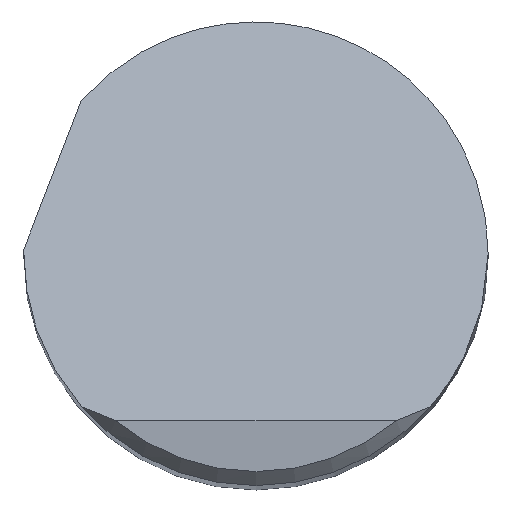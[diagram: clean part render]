
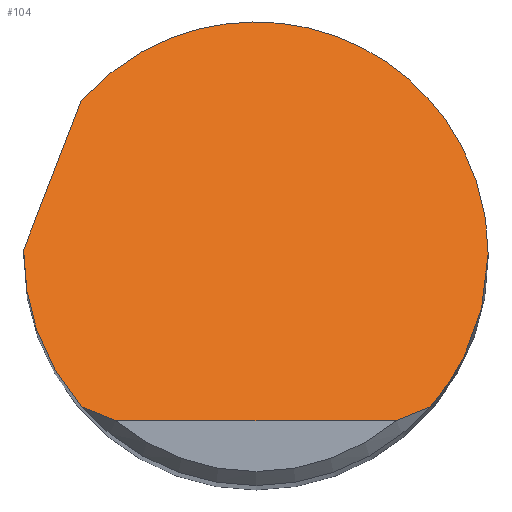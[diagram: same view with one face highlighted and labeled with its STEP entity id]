
A CAD part, top view. The second image highlights one B-rep face of the part: STEP entity #104.
In plain terms, the highlighted planar face has unit normal (0, 0.707, 0.707).
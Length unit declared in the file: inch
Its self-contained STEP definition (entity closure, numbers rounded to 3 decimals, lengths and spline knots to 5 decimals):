
#1 = FACE_OUTER_BOUND ( 'NONE', #209, .T. ) ;
#5 = CARTESIAN_POINT ( 'NONE',  ( -0.25, -0.18, 3. ) ) ;
#14 = ORIENTED_EDGE ( 'NONE', *, *, #309, .T. ) ;
#26 = CARTESIAN_POINT ( 'NONE',  ( 0.18782, -0.165, 2.985 ) ) ;
#31 = CARTESIAN_POINT ( 'NONE',  ( -0.31638, -0.1672, 2.9872 ) ) ;
#33 = CARTESIAN_POINT ( 'NONE',  ( -0.18855, 0.16416, 2.65584 ) ) ;
#54 = CARTESIAN_POINT ( 'NONE',  ( -0.18782, -0.165, 2.985 ) ) ;
#70 = CARTESIAN_POINT ( 'NONE',  ( -0.25, -0.06141, 2.88141 ) ) ;
#88 = ORIENTED_EDGE ( 'NONE', *, *, #300, .T. ) ;
#93 = VERTEX_POINT ( 'NONE', #184 ) ;
#94 = LINE ( 'NONE', #31, #376 ) ;
#98 = CARTESIAN_POINT ( 'NONE',  ( -0.22834, -0.11887, 2.93887 ) ) ;
#100 = DIRECTION ( 'NONE',  ( 1., 0., 0. ) ) ;
#104 = ADVANCED_FACE ( 'NONE', ( #1 ), #326, .F. ) ;
#106 =( BOUNDED_CURVE ( )  B_SPLINE_CURVE ( 3, ( #33, #427, #317, #458 ),
 .UNSPECIFIED., .F., .T. ) 
 B_SPLINE_CURVE_WITH_KNOTS ( ( 4, 4 ),
 ( 5.42872, 7.85398 ),
 .UNSPECIFIED. ) 
 CURVE ( )  GEOMETRIC_REPRESENTATION_ITEM ( )  RATIONAL_B_SPLINE_CURVE ( ( 1., 0.567, 0.567, 1. ) ) 
 REPRESENTATION_ITEM ( '' )  );
#111 = DIRECTION ( 'NONE',  ( 0., -0.707, -0.707 ) ) ;
#112 = B_SPLINE_CURVE_WITH_KNOTS ( 'NONE', 3,
 ( #54, #305, #297, #444 ),
 .UNSPECIFIED., .F., .F.,
 ( 4, 4 ),
 ( 0., 0.00108 ),
 .UNSPECIFIED. ) ;
#127 = EDGE_CURVE ( 'NONE', #417, #374, #112, .T. ) ;
#128 = AXIS2_PLACEMENT_3D ( 'NONE', #5, #111, #435 ) ;
#143 = VERTEX_POINT ( 'NONE', #196 ) ;
#154 = CARTESIAN_POINT ( 'NONE',  ( -0.25, 0., 2.82 ) ) ;
#159 = CARTESIAN_POINT ( 'NONE',  ( -0.25, 0.00167, 2.81833 ) ) ;
#166 = DIRECTION ( 'NONE',  ( 0.263, 0.682, -0.682 ) ) ;
#170 = CARTESIAN_POINT ( 'NONE',  ( 0.25, -0.06141, 2.88141 ) ) ;
#175 =( BOUNDED_CURVE ( )  B_SPLINE_CURVE ( 3, ( #154, #159, #302, #339 ),
 .UNSPECIFIED., .F., .T. ) 
 B_SPLINE_CURVE_WITH_KNOTS ( ( 4, 4 ),
 ( 4.71239, 4.73239 ),
 .UNSPECIFIED. ) 
 CURVE ( )  GEOMETRIC_REPRESENTATION_ITEM ( )  RATIONAL_B_SPLINE_CURVE ( ( 1., 1., 1., 1. ) ) 
 REPRESENTATION_ITEM ( '' )  );
#184 = CARTESIAN_POINT ( 'NONE',  ( -0.25, 0., 2.82 ) ) ;
#191 = ORIENTED_EDGE ( 'NONE', *, *, #127, .T. ) ;
#196 = CARTESIAN_POINT ( 'NONE',  ( -0.24995, 0.005, 2.815 ) ) ;
#199 = CARTESIAN_POINT ( 'NONE',  ( 0., -0.18, 3. ) ) ;
#206 = CARTESIAN_POINT ( 'NONE',  ( 0.16367, -0.17542, 2.99542 ) ) ;
#208 = CARTESIAN_POINT ( 'NONE',  ( 0.18782, -0.165, 2.985 ) ) ;
#209 = EDGE_LOOP ( 'NONE', ( #88, #14, #334, #421, #311, #249, #356, #191 ) ) ;
#222 = EDGE_CURVE ( 'NONE', #93, #143, #175, .T. ) ;
#241 = LINE ( 'NONE', #199, #440 ) ;
#244 = CARTESIAN_POINT ( 'NONE',  ( 0.17589, -0.1704, 2.9904 ) ) ;
#245 = VERTEX_POINT ( 'NONE', #352 ) ;
#249 = ORIENTED_EDGE ( 'NONE', *, *, #222, .F. ) ;
#256 = B_SPLINE_CURVE_WITH_KNOTS ( 'NONE', 3,
 ( #349, #206, #244, #208 ),
 .UNSPECIFIED., .F., .F.,
 ( 4, 4 ),
 ( 0., 0.00108 ),
 .UNSPECIFIED. ) ;
#281 = CARTESIAN_POINT ( 'NONE',  ( -0.25, 0., 2.82 ) ) ;
#288 = CARTESIAN_POINT ( 'NONE',  ( -0.18782, -0.165, 2.985 ) ) ;
#297 = CARTESIAN_POINT ( 'NONE',  ( -0.16367, -0.17542, 2.99542 ) ) ;
#300 = EDGE_CURVE ( 'NONE', #374, #320, #241, .T. ) ;
#302 = CARTESIAN_POINT ( 'NONE',  ( -0.24998, 0.00333, 2.81667 ) ) ;
#303 = EDGE_CURVE ( 'NONE', #143, #245, #94, .T. ) ;
#305 = CARTESIAN_POINT ( 'NONE',  ( -0.17589, -0.1704, 2.9904 ) ) ;
#308 = CARTESIAN_POINT ( 'NONE',  ( 0.18782, -0.165, 2.985 ) ) ;
#309 = EDGE_CURVE ( 'NONE', #320, #310, #256, .T. ) ;
#310 = VERTEX_POINT ( 'NONE', #26 ) ;
#311 = ORIENTED_EDGE ( 'NONE', *, *, #303, .F. ) ;
#312 = CARTESIAN_POINT ( 'NONE',  ( 0.22834, -0.11887, 2.93887 ) ) ;
#317 = CARTESIAN_POINT ( 'NONE',  ( 0.25, 0.27527, 2.54473 ) ) ;
#320 = VERTEX_POINT ( 'NONE', #354 ) ;
#321 = EDGE_CURVE ( 'NONE', #392, #310, #366, .T. ) ;
#326 = PLANE ( 'NONE',  #128 ) ;
#333 = EDGE_CURVE ( 'NONE', #417, #93, #460, .T. ) ;
#334 = ORIENTED_EDGE ( 'NONE', *, *, #321, .F. ) ;
#339 = CARTESIAN_POINT ( 'NONE',  ( -0.24995, 0.005, 2.815 ) ) ;
#344 = EDGE_CURVE ( 'NONE', #245, #392, #106, .T. ) ;
#349 = CARTESIAN_POINT ( 'NONE',  ( 0.15108, -0.18, 3. ) ) ;
#352 = CARTESIAN_POINT ( 'NONE',  ( -0.18855, 0.16416, 2.65584 ) ) ;
#354 = CARTESIAN_POINT ( 'NONE',  ( 0.15108, -0.18, 3. ) ) ;
#356 = ORIENTED_EDGE ( 'NONE', *, *, #333, .F. ) ;
#366 =( BOUNDED_CURVE ( )  B_SPLINE_CURVE ( 3, ( #387, #170, #312, #308 ),
 .UNSPECIFIED., .F., .T. ) 
 B_SPLINE_CURVE_WITH_KNOTS ( ( 4, 4 ),
 ( 1.5708, 2.29162 ),
 .UNSPECIFIED. ) 
 CURVE ( )  GEOMETRIC_REPRESENTATION_ITEM ( )  RATIONAL_B_SPLINE_CURVE ( ( 1., 0.957, 0.957, 1. ) ) 
 REPRESENTATION_ITEM ( '' )  );
#374 = VERTEX_POINT ( 'NONE', #448 ) ;
#376 = VECTOR ( 'NONE', #166, 39.37008 ) ;
#387 = CARTESIAN_POINT ( 'NONE',  ( 0.25, 0., 2.82 ) ) ;
#392 = VERTEX_POINT ( 'NONE', #461 ) ;
#417 = VERTEX_POINT ( 'NONE', #288 ) ;
#421 = ORIENTED_EDGE ( 'NONE', *, *, #344, .F. ) ;
#427 = CARTESIAN_POINT ( 'NONE',  ( -0.0078, 0.37177, 2.44823 ) ) ;
#435 = DIRECTION ( 'NONE',  ( 0., 0.707, -0.707 ) ) ;
#440 = VECTOR ( 'NONE', #100, 39.37008 ) ;
#444 = CARTESIAN_POINT ( 'NONE',  ( -0.15108, -0.18, 3. ) ) ;
#448 = CARTESIAN_POINT ( 'NONE',  ( -0.15108, -0.18, 3. ) ) ;
#453 = CARTESIAN_POINT ( 'NONE',  ( -0.18782, -0.165, 2.985 ) ) ;
#458 = CARTESIAN_POINT ( 'NONE',  ( 0.25, 0., 2.82 ) ) ;
#460 =( BOUNDED_CURVE ( )  B_SPLINE_CURVE ( 3, ( #453, #98, #70, #281 ),
 .UNSPECIFIED., .F., .T. ) 
 B_SPLINE_CURVE_WITH_KNOTS ( ( 4, 4 ),
 ( 3.99157, 4.71239 ),
 .UNSPECIFIED. ) 
 CURVE ( )  GEOMETRIC_REPRESENTATION_ITEM ( )  RATIONAL_B_SPLINE_CURVE ( ( 1., 0.957, 0.957, 1. ) ) 
 REPRESENTATION_ITEM ( '' )  );
#461 = CARTESIAN_POINT ( 'NONE',  ( 0.25, 0., 2.82 ) ) ;
